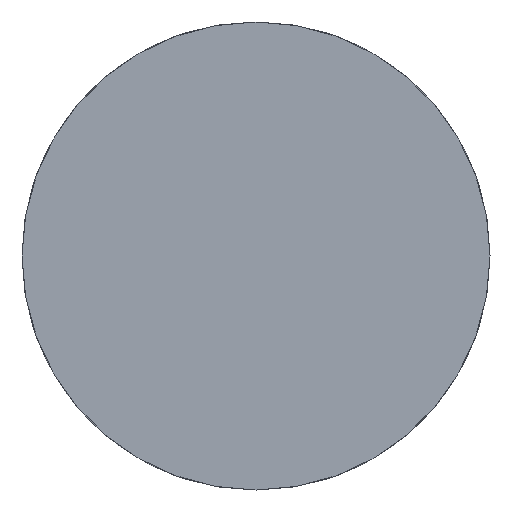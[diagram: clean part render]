
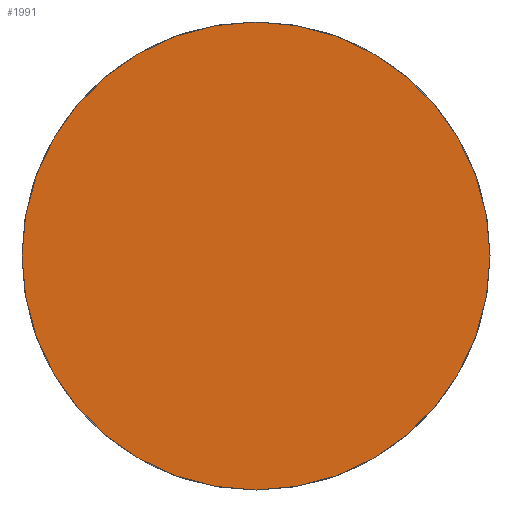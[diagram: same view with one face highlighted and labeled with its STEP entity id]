
A CAD part, front view. The second image highlights one B-rep face of the part: STEP entity #1991.
In plain terms, the highlighted planar face has unit normal (0, -1, 0).
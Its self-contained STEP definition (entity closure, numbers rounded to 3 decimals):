
#137 = DIRECTION ( 'NONE',  ( 0., 1., 0. ) ) ;
#223 = CIRCLE ( 'NONE', #2872, 31. ) ;
#253 = EDGE_CURVE ( 'NONE', #803, #933, #223, .T. ) ;
#265 = AXIS2_PLACEMENT_3D ( 'NONE', #1702, #1657, #1968 ) ;
#328 = DIRECTION ( 'NONE',  ( 0., 0., 1. ) ) ;
#465 = CARTESIAN_POINT ( 'NONE',  ( 0., 0., 31. ) ) ;
#638 = AXIS2_PLACEMENT_3D ( 'NONE', #1567, #137, #328 ) ;
#803 = VERTEX_POINT ( 'NONE', #943 ) ;
#835 = EDGE_LOOP ( 'NONE', ( #2193, #1551 ) ) ;
#844 = EDGE_CURVE ( 'NONE', #933, #803, #1207, .T. ) ;
#933 = VERTEX_POINT ( 'NONE', #465 ) ;
#943 = CARTESIAN_POINT ( 'NONE',  ( 0., 0., -31. ) ) ;
#1207 = CIRCLE ( 'NONE', #265, 31. ) ;
#1389 = DIRECTION ( 'NONE',  ( 0., 0., 1. ) ) ;
#1551 = ORIENTED_EDGE ( 'NONE', *, *, #844, .F. ) ;
#1567 = CARTESIAN_POINT ( 'NONE',  ( 0., 0., 0. ) ) ;
#1657 = DIRECTION ( 'NONE',  ( 0., 1., 0. ) ) ;
#1702 = CARTESIAN_POINT ( 'NONE',  ( 0., 0., 0. ) ) ;
#1865 = FACE_OUTER_BOUND ( 'NONE', #835, .T. ) ;
#1968 = DIRECTION ( 'NONE',  ( 0., 0., 1. ) ) ;
#1991 = ADVANCED_FACE ( 'NONE', ( #1865 ), #2839, .F. ) ;
#2193 = ORIENTED_EDGE ( 'NONE', *, *, #253, .F. ) ;
#2652 = DIRECTION ( 'NONE',  ( 0., 1., 0. ) ) ;
#2839 = PLANE ( 'NONE',  #638 ) ;
#2872 = AXIS2_PLACEMENT_3D ( 'NONE', #3179, #2652, #1389 ) ;
#3179 = CARTESIAN_POINT ( 'NONE',  ( 0., 0., 0. ) ) ;
